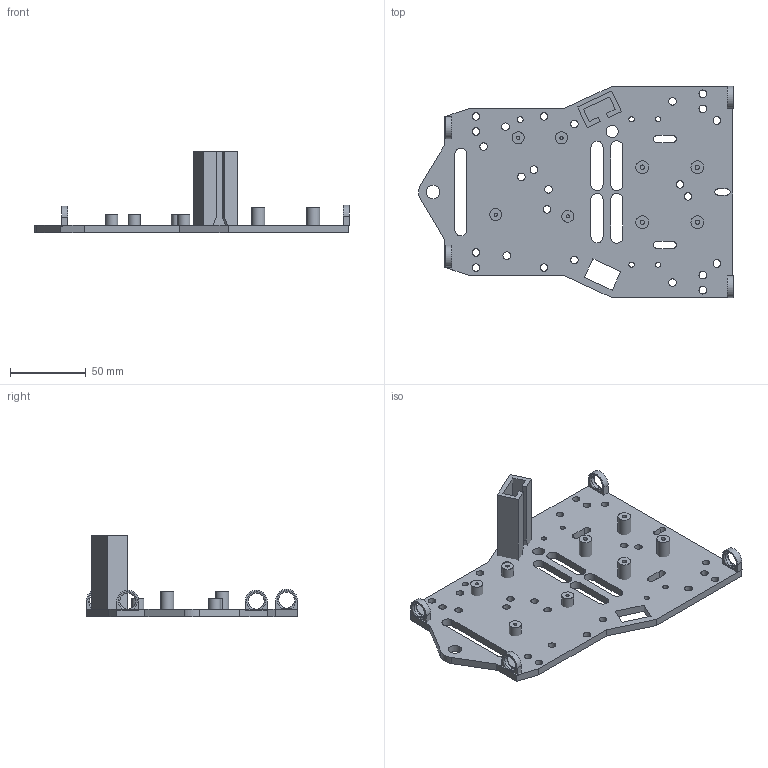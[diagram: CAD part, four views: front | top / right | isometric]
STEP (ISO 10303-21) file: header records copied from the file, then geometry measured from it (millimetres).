
FILE_DESCRIPTION(/* description */ (''),/* implementation_level */ '2;1');
FILE_NAME(/* name */ 'Body 2WD.step',/* time_stamp */ '2025-06-13T19:06:34+02:00',/* author */ (''),/* organization */ (''),/* preprocessor_version */ 'ST-DEVELOPER v20.1',/* originating_system */ 'Autodesk Translation Framework v14.10.0.0',/* authorisation */ '');
FILE_SCHEMA (('AUTOMOTIVE_DESIGN { 1 0 10303 214 3 1 1 }'));
Length unit declared in the file: millimetre
Products named in the file (6): Body 2WD V2; Portafaro; Portafaro v5(Mirror); arduino-uno-mounting-plate; soporte L298N; Porta_bluetooth
Assembly tree (7 placements, depth 2):
  Body 2WD V2
    Portafaro  x2
    Portafaro v5(Mirror)  x2
    arduino-uno-mounting-plate
    soporte L298N
    Porta_bluetooth
Bounding box: 208.25 x 140.03 x 54 mm (x, y, z)
Volume: 136149.5 mm3; surface area: 72343.2 mm2
Topology: 16 solids, 16 shells, 210 faces, 498 edges, 332 vertices
Faces by surface type: plane 125, cylinder 77, torus 8
Full cylindrical faces by diameter (mm): 2.1 x8, 2.9 x4, 3.5 x4, 4 x1, 5 x25, 8 x5, 8.5 x4, 9 x1
Entity records: 5942 total; most frequent: CARTESIAN_POINT 1041, DIRECTION 998, ORIENTED_EDGE 900, EDGE_CURVE 450, AXIS2_PLACEMENT_3D 353, VERTEX_POINT 300, LINE 292, VECTOR 292
